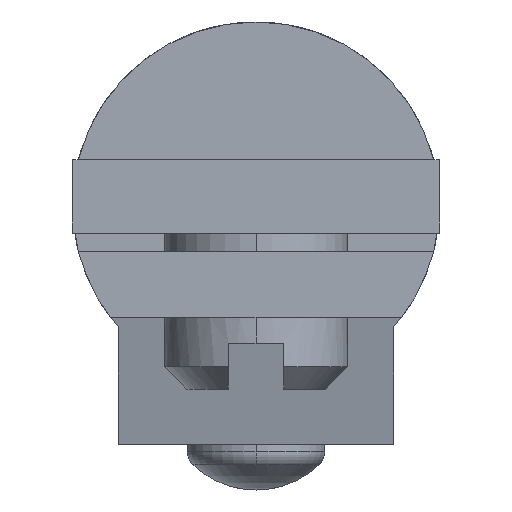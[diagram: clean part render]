
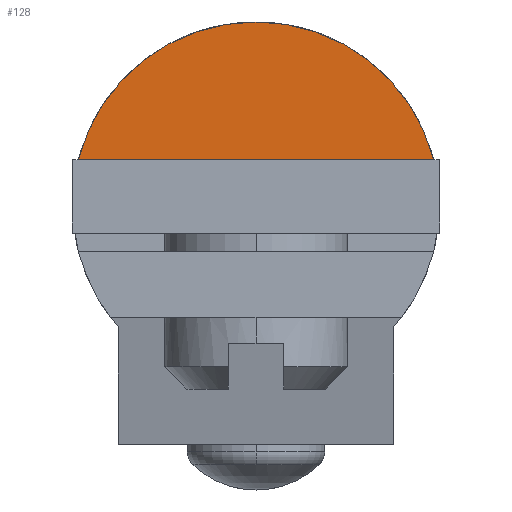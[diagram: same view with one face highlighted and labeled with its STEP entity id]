
A CAD part, left-side view. The second image highlights one B-rep face of the part: STEP entity #128.
In plain terms, the highlighted planar face has unit normal (-1, 0, 0).
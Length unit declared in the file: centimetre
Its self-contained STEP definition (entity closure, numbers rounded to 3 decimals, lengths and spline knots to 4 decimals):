
#9 = EDGE_LOOP ( 'NONE', ( #344, #549 ) ) ;
#67 = VERTEX_POINT ( 'NONE', #998 ) ;
#125 = CARTESIAN_POINT ( 'NONE',  ( 7.55, -0.7064, -1.25 ) ) ;
#128 = ADVANCED_FACE ( 'NONE', ( #1365 ), #357, .T. ) ;
#168 = DIRECTION ( 'NONE',  ( 1., 0., 0. ) ) ;
#249 = VECTOR ( 'NONE', #635, 100. ) ;
#270 = CARTESIAN_POINT ( 'NONE',  ( 7.55, -0.9, -1.25 ) ) ;
#330 = AXIS2_PLACEMENT_3D ( 'NONE', #639, #168, #403 ) ;
#344 = ORIENTED_EDGE ( 'NONE', *, *, #675, .F. ) ;
#357 = PLANE ( 'NONE',  #1160 ) ;
#403 = DIRECTION ( 'NONE',  ( 0., 0., -1. ) ) ;
#549 = ORIENTED_EDGE ( 'NONE', *, *, #1100, .T. ) ;
#588 = DIRECTION ( 'NONE',  ( 0., 0., 1. ) ) ;
#635 = DIRECTION ( 'NONE',  ( 0., -1., 0. ) ) ;
#638 = CIRCLE ( 'NONE', #330, 0.2 ) ;
#639 = CARTESIAN_POINT ( 'NONE',  ( 7.55, -0.9, -1.3 ) ) ;
#675 = EDGE_CURVE ( 'NONE', #983, #67, #638, .T. ) ;
#924 = CARTESIAN_POINT ( 'NONE',  ( 7.55, -0.9, -1.3 ) ) ;
#983 = VERTEX_POINT ( 'NONE', #125 ) ;
#998 = CARTESIAN_POINT ( 'NONE',  ( 7.55, -1.0936, -1.25 ) ) ;
#1100 = EDGE_CURVE ( 'NONE', #983, #67, #1214, .T. ) ;
#1160 = AXIS2_PLACEMENT_3D ( 'NONE', #924, #1247, #588 ) ;
#1214 = LINE ( 'NONE', #270, #249 ) ;
#1247 = DIRECTION ( 'NONE',  ( -1., 0., 0. ) ) ;
#1365 = FACE_OUTER_BOUND ( 'NONE', #9, .T. ) ;
